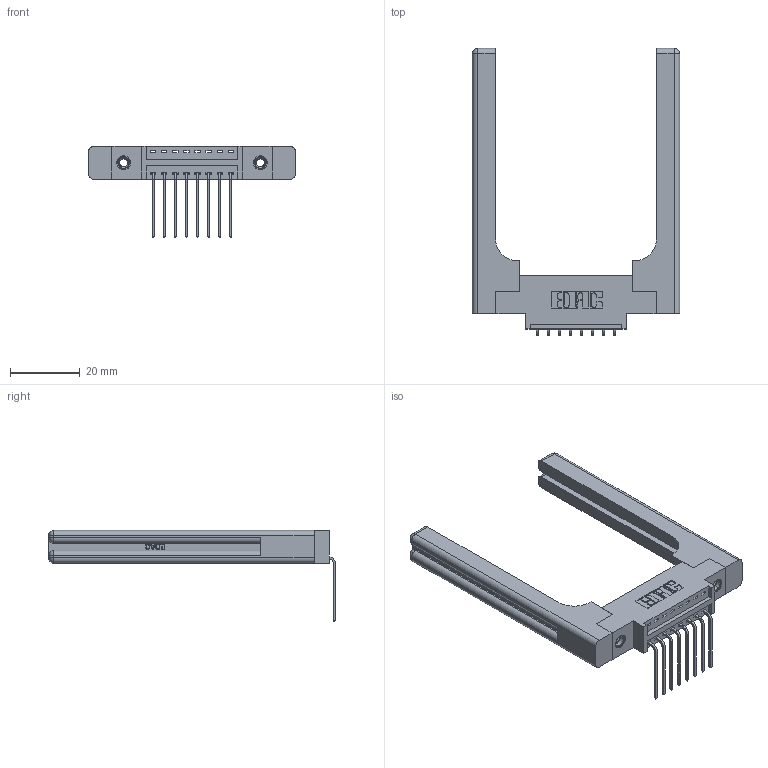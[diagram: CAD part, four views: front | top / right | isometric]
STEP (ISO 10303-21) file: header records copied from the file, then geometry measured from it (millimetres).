
FILE_DESCRIPTION (( 'STEP AP203' ), '1' );
FILE_NAME ('396-008-559-658.STEP', '2019-10-31T20:03:46', ( '' ), ( '' ), 'SwSTEP 2.0', 'SolidWorks 2016', '' );
FILE_SCHEMA (( 'CONFIG_CONTROL_DESIGN' ));
Length unit declared in the file: inch
Products named in the file (5): 346 Part_0.170 Offset - 0.156 Dia-TH; 345-292-001_558 559 Tail - 1; 345-250-001_345-250-001-102; 346-220-058_345-220-058; 396-008-559-658
Assembly tree (13 placements, depth 2):
  396-008-559-658
    346 Part_0.170 Offset - 0.156 Dia-TH
    345-292-001_558 559 Tail - 1  x8
    345-250-001_345-250-001-102  x2
    346-220-058_345-220-058  x2
Bounding box: 59.46 x 82.36 x 26.16 mm (x, y, z)
Volume: 12847.9 mm3; surface area: 11783.3 mm2
Topology: 13 solids, 13 shells, 862 faces, 2463 edges, 1610 vertices
Faces by surface type: plane 564, cylinder 238, bspline 36, cone 12, sphere 8, torus 4
Entity records: 14940 total; most frequent: CARTESIAN_POINT 3553, ORIENTED_EDGE 2292, DIRECTION 2106, EDGE_CURVE 1146, LINE 890, VECTOR 890, VERTEX_POINT 754, AXIS2_PLACEMENT_3D 608
